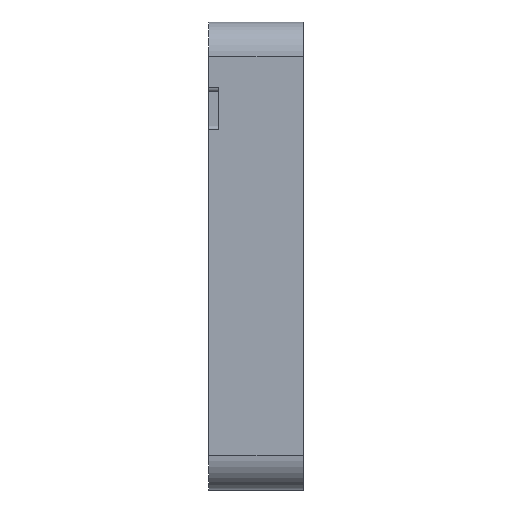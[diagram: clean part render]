
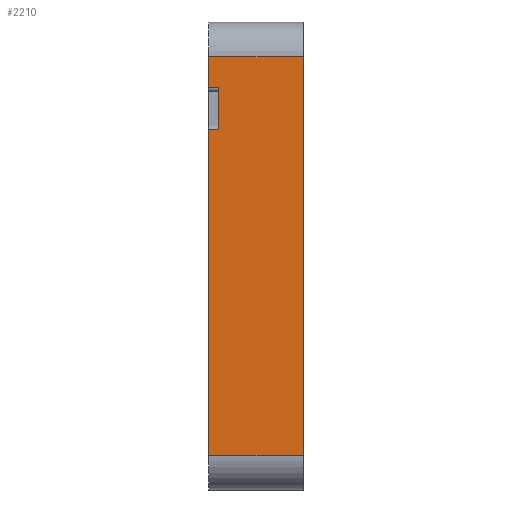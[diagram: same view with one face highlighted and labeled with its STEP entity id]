
A CAD part, front view. The second image highlights one B-rep face of the part: STEP entity #2210.
In plain terms, the highlighted planar face has unit normal (0, -1, 0).
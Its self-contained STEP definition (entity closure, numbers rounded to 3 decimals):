
#2 = CARTESIAN_POINT ( 'NONE',  ( 195.376, -5., -120. ) ) ;
#55 = DIRECTION ( 'NONE',  ( 0., 0., 1. ) ) ;
#82 = VECTOR ( 'NONE', #851, 1000. ) ;
#244 = VERTEX_POINT ( 'NONE', #2665 ) ;
#382 = CARTESIAN_POINT ( 'NONE',  ( 195.376, -5., -5. ) ) ;
#386 = CARTESIAN_POINT ( 'NONE',  ( -3., -5., -26. ) ) ;
#454 = CARTESIAN_POINT ( 'NONE',  ( 0., -5., -15. ) ) ;
#553 = EDGE_LOOP ( 'NONE', ( #2926, #4084, #2099, #2428, #2916, #1697, #2520, #4942 ) ) ;
#582 = EDGE_CURVE ( 'NONE', #244, #2656, #2818, .T. ) ;
#715 = LINE ( 'NONE', #1156, #2910 ) ;
#827 = DIRECTION ( 'NONE',  ( -1., 0., 0. ) ) ;
#847 = LINE ( 'NONE', #3731, #1734 ) ;
#851 = DIRECTION ( 'NONE',  ( 0., 0., 1. ) ) ;
#903 = DIRECTION ( 'NONE',  ( 1., 0., 0. ) ) ;
#1098 = VERTEX_POINT ( 'NONE', #5160 ) ;
#1156 = CARTESIAN_POINT ( 'NONE',  ( 195.376, -5., -26. ) ) ;
#1200 = VERTEX_POINT ( 'NONE', #386 ) ;
#1315 = LINE ( 'NONE', #4409, #2648 ) ;
#1365 = DIRECTION ( 'NONE',  ( 0., 1., 0. ) ) ;
#1500 = VECTOR ( 'NONE', #4757, 1000. ) ;
#1607 = CARTESIAN_POINT ( 'NONE',  ( -3., -5., 0. ) ) ;
#1672 = AXIS2_PLACEMENT_3D ( 'NONE', #2867, #1365, #55 ) ;
#1697 = ORIENTED_EDGE ( 'NONE', *, *, #582, .T. ) ;
#1734 = VECTOR ( 'NONE', #903, 1000. ) ;
#2005 = LINE ( 'NONE', #3600, #4563 ) ;
#2082 = PLANE ( 'NONE',  #1672 ) ;
#2099 = ORIENTED_EDGE ( 'NONE', *, *, #2919, .T. ) ;
#2103 = EDGE_CURVE ( 'NONE', #4338, #1098, #3995, .T. ) ;
#2106 = LINE ( 'NONE', #454, #82 ) ;
#2169 = EDGE_CURVE ( 'NONE', #4039, #3275, #2106, .T. ) ;
#2210 = ADVANCED_FACE ( 'NONE', ( #2476 ), #2082, .F. ) ;
#2424 = EDGE_CURVE ( 'NONE', #4039, #1200, #715, .T. ) ;
#2428 = ORIENTED_EDGE ( 'NONE', *, *, #2103, .F. ) ;
#2476 = FACE_OUTER_BOUND ( 'NONE', #553, .T. ) ;
#2520 = ORIENTED_EDGE ( 'NONE', *, *, #4722, .T. ) ;
#2648 = VECTOR ( 'NONE', #4016, 1000. ) ;
#2656 = VERTEX_POINT ( 'NONE', #5033 ) ;
#2665 = CARTESIAN_POINT ( 'NONE',  ( 24.35, -5., -5. ) ) ;
#2818 = LINE ( 'NONE', #382, #4172 ) ;
#2867 = CARTESIAN_POINT ( 'NONE',  ( 195.376, -5., 0. ) ) ;
#2910 = VECTOR ( 'NONE', #4308, 1000. ) ;
#2916 = ORIENTED_EDGE ( 'NONE', *, *, #4282, .F. ) ;
#2919 = EDGE_CURVE ( 'NONE', #1200, #1098, #3606, .T. ) ;
#2926 = ORIENTED_EDGE ( 'NONE', *, *, #2169, .F. ) ;
#2948 = CARTESIAN_POINT ( 'NONE',  ( 24.35, -5., -120. ) ) ;
#3119 = CARTESIAN_POINT ( 'NONE',  ( -3., -5., -14. ) ) ;
#3275 = VERTEX_POINT ( 'NONE', #3862 ) ;
#3375 = CARTESIAN_POINT ( 'NONE',  ( 0., -5., -26. ) ) ;
#3600 = CARTESIAN_POINT ( 'NONE',  ( 24.35, -5., 0. ) ) ;
#3606 = LINE ( 'NONE', #1607, #4539 ) ;
#3731 = CARTESIAN_POINT ( 'NONE',  ( 195.376, -5., -14. ) ) ;
#3862 = CARTESIAN_POINT ( 'NONE',  ( 0., -5., -14. ) ) ;
#3995 = LINE ( 'NONE', #2, #1500 ) ;
#4016 = DIRECTION ( 'NONE',  ( 0., 0., -1. ) ) ;
#4039 = VERTEX_POINT ( 'NONE', #3375 ) ;
#4084 = ORIENTED_EDGE ( 'NONE', *, *, #2424, .T. ) ;
#4172 = VECTOR ( 'NONE', #827, 1000. ) ;
#4282 = EDGE_CURVE ( 'NONE', #244, #4338, #2005, .T. ) ;
#4308 = DIRECTION ( 'NONE',  ( -1., 0., 0. ) ) ;
#4338 = VERTEX_POINT ( 'NONE', #2948 ) ;
#4409 = CARTESIAN_POINT ( 'NONE',  ( -3., -5., 0. ) ) ;
#4539 = VECTOR ( 'NONE', #4842, 1000. ) ;
#4563 = VECTOR ( 'NONE', #5083, 1000. ) ;
#4665 = VERTEX_POINT ( 'NONE', #3119 ) ;
#4722 = EDGE_CURVE ( 'NONE', #2656, #4665, #1315, .T. ) ;
#4723 = EDGE_CURVE ( 'NONE', #4665, #3275, #847, .T. ) ;
#4757 = DIRECTION ( 'NONE',  ( -1., 0., 0. ) ) ;
#4842 = DIRECTION ( 'NONE',  ( 0., 0., -1. ) ) ;
#4942 = ORIENTED_EDGE ( 'NONE', *, *, #4723, .T. ) ;
#5033 = CARTESIAN_POINT ( 'NONE',  ( -3., -5., -5. ) ) ;
#5083 = DIRECTION ( 'NONE',  ( 0., 0., -1. ) ) ;
#5160 = CARTESIAN_POINT ( 'NONE',  ( -3., -5., -120. ) ) ;
